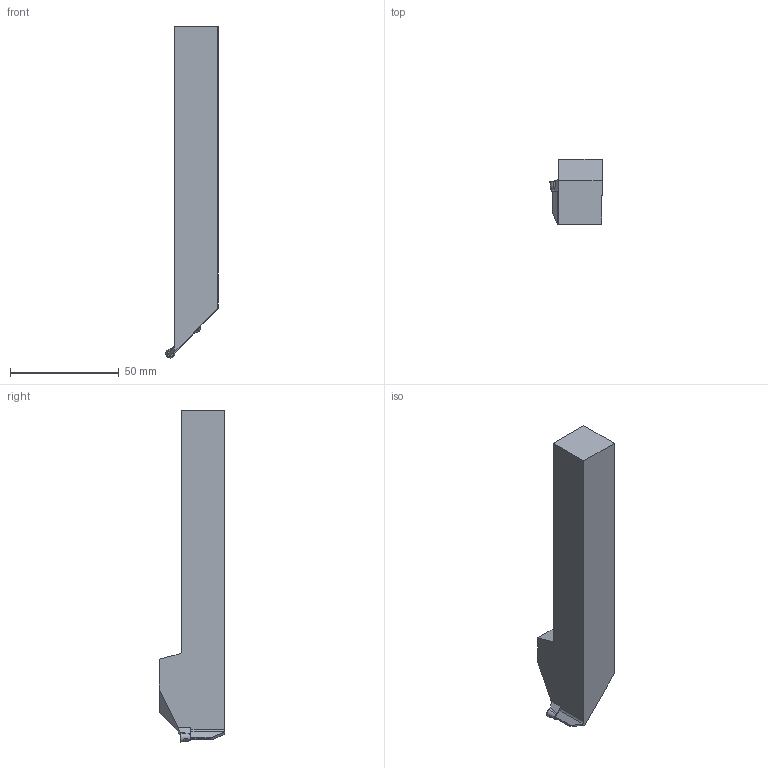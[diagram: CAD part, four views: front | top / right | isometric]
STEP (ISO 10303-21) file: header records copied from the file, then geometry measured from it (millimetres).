
FILE_DESCRIPTION(/* description */ (''),/* implementation_level */ '2;1');
FILE_NAME(/* name */ '1553144741764.stp',/* time_stamp */ '2019-03-21T10:35:54+05:00',/* author */ (''),/* organization */ ('SMS'),/* preprocessor_version */ 'ST-DEVELOPER v15',/* originating_system */ 'SIEMENS PLM Software NX 8.5',/* authorisation */ '');
FILE_SCHEMA (('AUTOMOTIVE_DESIGN { 1 0 10303 214 3 1 1 1 }'));
Length unit declared in the file: millimetre
Products named in the file (4): 201539466mod000_00; ASSEMBLY_CONSTRUCTION; 201662532mod000_00; 201662530mod000_00
Assembly tree (3 placements, depth 2):
  201662530mod000_00
    201662532mod000_00
    ASSEMBLY_CONSTRUCTION
    201539466mod000_00
Bounding box: 24.01 x 29.88 x 152.37 mm (x, y, z)
Volume: 59961.8 mm3; surface area: 13293.5 mm2
Topology: 2 solids, 2 shells, 51 faces, 148 edges, 109 vertices
Faces by surface type: plane 34, bspline 8, cylinder 7, cone 2
Entity records: 2357 total; most frequent: CARTESIAN_POINT 939, ORIENTED_EDGE 294, DIRECTION 219, EDGE_CURVE 147, VERTEX_POINT 102, LINE 87, VECTOR 87, AXIS2_PLACEMENT_3D 66
